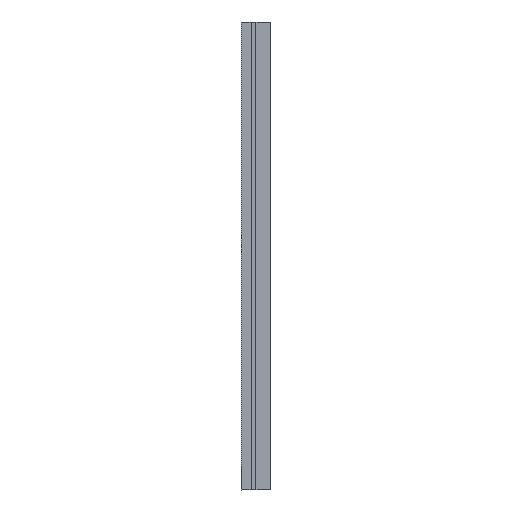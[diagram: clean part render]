
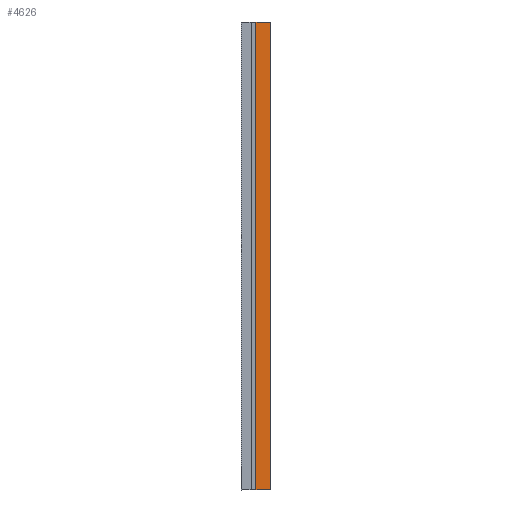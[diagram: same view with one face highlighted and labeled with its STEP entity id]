
A CAD part, front view. The second image highlights one B-rep face of the part: STEP entity #4626.
In plain terms, the highlighted face is planar.
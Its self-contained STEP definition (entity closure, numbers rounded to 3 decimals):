
#69 = VERTEX_POINT('',#70);
#70 = CARTESIAN_POINT('',(3848.1,0.,
    -38.1));
#77 = PLANE('',#78);
#78 = AXIS2_PLACEMENT_3D('',#79,#80,#81);
#79 = CARTESIAN_POINT('',(0.,0.,-38.1));
#80 = DIRECTION('',(0.,1.,0.));
#81 = DIRECTION('',(1.,0.,0.));
#89 = PLANE('',#90);
#90 = AXIS2_PLACEMENT_3D('',#91,#92,#93);
#91 = CARTESIAN_POINT('',(1930.4,609.6,-38.1));
#92 = DIRECTION('',(0.,0.,1.));
#93 = DIRECTION('',(1.,0.,0.));
#298 = VERTEX_POINT('',#299);
#299 = CARTESIAN_POINT('',(3848.1,0.,
    0.));
#313 = PLANE('',#314);
#314 = AXIS2_PLACEMENT_3D('',#315,#316,#317);
#315 = CARTESIAN_POINT('',(3848.1,0.,
    12.7));
#316 = DIRECTION('',(1.,0.,0.));
#317 = DIRECTION('',(0.,1.,0.));
#325 = EDGE_CURVE('',#298,#69,#326,.T.);
#326 = SURFACE_CURVE('',#327,(#331,#338),.PCURVE_S1.);
#327 = LINE('',#328,#329);
#328 = CARTESIAN_POINT('',(3848.1,0.,
    0.));
#329 = VECTOR('',#330,1.);
#330 = DIRECTION('',(0.,0.,-1.));
#331 = PCURVE('',#77,#332);
#332 = DEFINITIONAL_REPRESENTATION('',(#333),#337);
#333 = LINE('',#334,#335);
#334 = CARTESIAN_POINT('',(3848.1,-38.1));
#335 = VECTOR('',#336,1.);
#336 = DIRECTION('',(0.,1.));
#337 = ( GEOMETRIC_REPRESENTATION_CONTEXT(2) 
PARAMETRIC_REPRESENTATION_CONTEXT() REPRESENTATION_CONTEXT('2D SPACE',''
  ) );
#338 = PCURVE('',#339,#344);
#339 = PLANE('',#340);
#340 = AXIS2_PLACEMENT_3D('',#341,#342,#343);
#341 = CARTESIAN_POINT('',(3848.1,0.,
    0.));
#342 = DIRECTION('',(1.,0.,0.));
#343 = DIRECTION('',(0.,1.,0.));
#344 = DEFINITIONAL_REPRESENTATION('',(#345),#349);
#345 = LINE('',#346,#347);
#346 = CARTESIAN_POINT('',(0.,0.));
#347 = VECTOR('',#348,1.);
#348 = DIRECTION('',(0.,-1.));
#349 = ( GEOMETRIC_REPRESENTATION_CONTEXT(2) 
PARAMETRIC_REPRESENTATION_CONTEXT() REPRESENTATION_CONTEXT('2D SPACE',''
  ) );
#378 = EDGE_CURVE('',#69,#379,#381,.T.);
#379 = VERTEX_POINT('',#380);
#380 = CARTESIAN_POINT('',(3848.1,1219.2,-38.1)
  );
#381 = SURFACE_CURVE('',#382,(#386,#393),.PCURVE_S1.);
#382 = LINE('',#383,#384);
#383 = CARTESIAN_POINT('',(3848.1,0.,
    -38.1));
#384 = VECTOR('',#385,1.);
#385 = DIRECTION('',(0.,1.,0.));
#386 = PCURVE('',#89,#387);
#387 = DEFINITIONAL_REPRESENTATION('',(#388),#392);
#388 = LINE('',#389,#390);
#389 = CARTESIAN_POINT('',(1917.7,-609.6));
#390 = VECTOR('',#391,1.);
#391 = DIRECTION('',(0.,1.));
#392 = ( GEOMETRIC_REPRESENTATION_CONTEXT(2) 
PARAMETRIC_REPRESENTATION_CONTEXT() REPRESENTATION_CONTEXT('2D SPACE',''
  ) );
#393 = PCURVE('',#339,#394);
#394 = DEFINITIONAL_REPRESENTATION('',(#395),#399);
#395 = LINE('',#396,#397);
#396 = CARTESIAN_POINT('',(0.,-38.1));
#397 = VECTOR('',#398,1.);
#398 = DIRECTION('',(1.,0.));
#399 = ( GEOMETRIC_REPRESENTATION_CONTEXT(2) 
PARAMETRIC_REPRESENTATION_CONTEXT() REPRESENTATION_CONTEXT('2D SPACE',''
  ) );
#417 = PLANE('',#418);
#418 = AXIS2_PLACEMENT_3D('',#419,#420,#421);
#419 = CARTESIAN_POINT('',(3860.8,1219.2,-38.1));
#420 = DIRECTION('',(0.,-1.,0.));
#421 = DIRECTION('',(-1.,0.,0.));
#4626 = ADVANCED_FACE('',(#4627),#339,.T.);
#4627 = FACE_BOUND('',#4628,.T.);
#4628 = EDGE_LOOP('',(#4629,#4652,#4653,#4654));
#4629 = ORIENTED_EDGE('',*,*,#4630,.F.);
#4630 = EDGE_CURVE('',#298,#4631,#4633,.T.);
#4631 = VERTEX_POINT('',#4632);
#4632 = CARTESIAN_POINT('',(3848.1,1219.2,
    0.));
#4633 = SURFACE_CURVE('',#4634,(#4638,#4645),.PCURVE_S1.);
#4634 = LINE('',#4635,#4636);
#4635 = CARTESIAN_POINT('',(3848.1,0.,
    0.));
#4636 = VECTOR('',#4637,1.);
#4637 = DIRECTION('',(0.,1.,0.));
#4638 = PCURVE('',#339,#4639);
#4639 = DEFINITIONAL_REPRESENTATION('',(#4640),#4644);
#4640 = LINE('',#4641,#4642);
#4641 = CARTESIAN_POINT('',(0.,0.));
#4642 = VECTOR('',#4643,1.);
#4643 = DIRECTION('',(1.,0.));
#4644 = ( GEOMETRIC_REPRESENTATION_CONTEXT(2) 
PARAMETRIC_REPRESENTATION_CONTEXT() REPRESENTATION_CONTEXT('2D SPACE',''
  ) );
#4645 = PCURVE('',#313,#4646);
#4646 = DEFINITIONAL_REPRESENTATION('',(#4647),#4651);
#4647 = LINE('',#4648,#4649);
#4648 = CARTESIAN_POINT('',(0.,-12.7));
#4649 = VECTOR('',#4650,1.);
#4650 = DIRECTION('',(1.,0.));
#4651 = ( GEOMETRIC_REPRESENTATION_CONTEXT(2) 
PARAMETRIC_REPRESENTATION_CONTEXT() REPRESENTATION_CONTEXT('2D SPACE',''
  ) );
#4652 = ORIENTED_EDGE('',*,*,#325,.T.);
#4653 = ORIENTED_EDGE('',*,*,#378,.T.);
#4654 = ORIENTED_EDGE('',*,*,#4655,.T.);
#4655 = EDGE_CURVE('',#379,#4631,#4656,.T.);
#4656 = SURFACE_CURVE('',#4657,(#4661,#4668),.PCURVE_S1.);
#4657 = LINE('',#4658,#4659);
#4658 = CARTESIAN_POINT('',(3848.1,1219.2,-19.05
    ));
#4659 = VECTOR('',#4660,1.);
#4660 = DIRECTION('',(0.,0.,1.));
#4661 = PCURVE('',#339,#4662);
#4662 = DEFINITIONAL_REPRESENTATION('',(#4663),#4667);
#4663 = LINE('',#4664,#4665);
#4664 = CARTESIAN_POINT('',(1219.2,-19.05));
#4665 = VECTOR('',#4666,1.);
#4666 = DIRECTION('',(0.,1.));
#4667 = ( GEOMETRIC_REPRESENTATION_CONTEXT(2) 
PARAMETRIC_REPRESENTATION_CONTEXT() REPRESENTATION_CONTEXT('2D SPACE',''
  ) );
#4668 = PCURVE('',#417,#4669);
#4669 = DEFINITIONAL_REPRESENTATION('',(#4670),#4674);
#4670 = LINE('',#4671,#4672);
#4671 = CARTESIAN_POINT('',(12.7,-19.05));
#4672 = VECTOR('',#4673,1.);
#4673 = DIRECTION('',(0.,-1.));
#4674 = ( GEOMETRIC_REPRESENTATION_CONTEXT(2) 
PARAMETRIC_REPRESENTATION_CONTEXT() REPRESENTATION_CONTEXT('2D SPACE',''
  ) );
